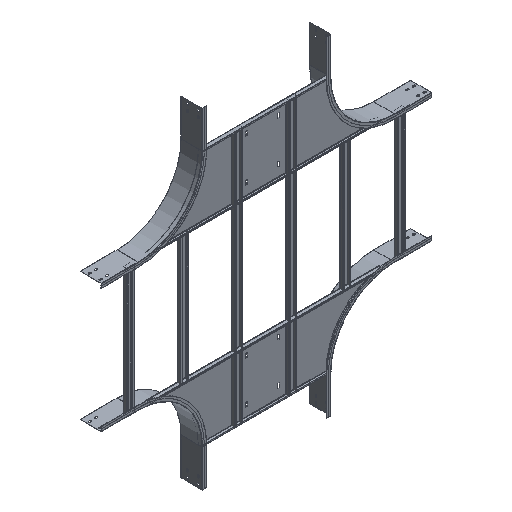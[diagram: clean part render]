
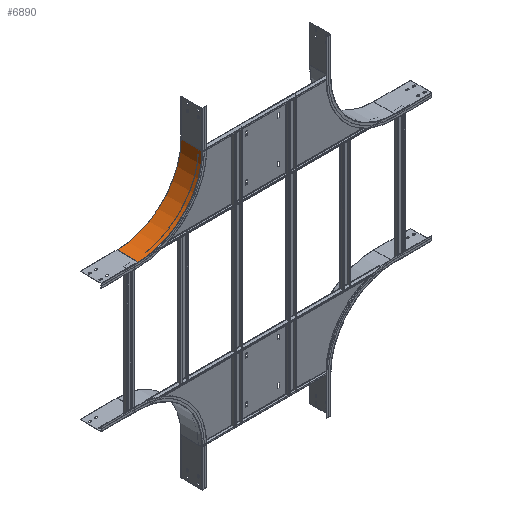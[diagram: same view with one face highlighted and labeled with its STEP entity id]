
A CAD part, isometric view. The second image highlights one B-rep face of the part: STEP entity #6890.
In plain terms, the highlighted cylindrical face has radius 298.8 mm (diameter 597.6 mm), a partial arc.
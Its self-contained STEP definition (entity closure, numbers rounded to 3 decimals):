
#31 = EDGE_CURVE ( 'NONE', #4437, #4373, #15056, .T. ) ;
#104 = EDGE_CURVE ( 'NONE', #4447, #4437, #15182, .T. ) ;
#1418 = DIRECTION ( 'NONE',  ( 0., 0., -1. ) ) ;
#1422 = DIRECTION ( 'NONE',  ( 0., 1., 0. ) ) ;
#1425 = CARTESIAN_POINT ( 'NONE',  ( -600., -19.8, 897.8 ) ) ;
#3444 = CIRCLE ( 'NONE', #12449, 298.8 ) ;
#3569 = LINE ( 'NONE', #9493, #3571 ) ;
#3571 = VECTOR ( 'NONE', #9494, 1000. ) ;
#3719 = CARTESIAN_POINT ( 'NONE',  ( -301.2, -18., 897.8 ) ) ;
#3728 = DIRECTION ( 'NONE',  ( 0., -1., 0. ) ) ;
#4373 = VERTEX_POINT ( 'NONE', #7043 ) ;
#4405 = VERTEX_POINT ( 'NONE', #7075 ) ;
#4437 = VERTEX_POINT ( 'NONE', #7107 ) ;
#4447 = VERTEX_POINT ( 'NONE', #7117 ) ;
#5844 = CARTESIAN_POINT ( 'NONE',  ( -600., -18., 897.8 ) ) ;
#5845 = DIRECTION ( 'NONE',  ( 0., 1., 0. ) ) ;
#5846 = DIRECTION ( 'NONE',  ( 0., 0., -1. ) ) ;
#6890 = ADVANCED_FACE ( 'NONE', ( #7879 ), #7881, .F. ) ;
#7043 = CARTESIAN_POINT ( 'NONE',  ( -600., -18., 599. ) ) ;
#7075 = CARTESIAN_POINT ( 'NONE',  ( -600., 80.201, 599. ) ) ;
#7107 = CARTESIAN_POINT ( 'NONE',  ( -301.2, -18., 897.8 ) ) ;
#7117 = CARTESIAN_POINT ( 'NONE',  ( -301.2, 80.201, 897.8 ) ) ;
#7879 = FACE_OUTER_BOUND ( 'NONE', #10092, .T. ) ;
#7881 = CYLINDRICAL_SURFACE ( 'NONE', #12775, 298.8 ) ;
#8137 = EDGE_CURVE ( 'NONE', #4447, #4405, #3444, .T. ) ;
#8215 = EDGE_CURVE ( 'NONE', #4373, #4405, #3569, .T. ) ;
#9493 = CARTESIAN_POINT ( 'NONE',  ( -600., 64.26, 599. ) ) ;
#9494 = DIRECTION ( 'NONE',  ( 0., 1., 0. ) ) ;
#10092 = EDGE_LOOP ( 'NONE', ( #11946, #11945, #11944, #11943 ) ) ;
#11943 = ORIENTED_EDGE ( 'NONE', *, *, #8215, .F. ) ;
#11944 = ORIENTED_EDGE ( 'NONE', *, *, #8137, .T. ) ;
#11945 = ORIENTED_EDGE ( 'NONE', *, *, #104, .F. ) ;
#11946 = ORIENTED_EDGE ( 'NONE', *, *, #31, .F. ) ;
#12449 = AXIS2_PLACEMENT_3D ( 'NONE', #15648, #15649, #15650 ) ;
#12775 = AXIS2_PLACEMENT_3D ( 'NONE', #1425, #1422, #1418 ) ;
#14750 = AXIS2_PLACEMENT_3D ( 'NONE', #5844, #5845, #5846 ) ;
#15056 = CIRCLE ( 'NONE', #14750, 298.8 ) ;
#15182 = LINE ( 'NONE', #3719, #15189 ) ;
#15189 = VECTOR ( 'NONE', #3728, 1000. ) ;
#15648 = CARTESIAN_POINT ( 'NONE',  ( -600., 80.201, 897.8 ) ) ;
#15649 = DIRECTION ( 'NONE',  ( 0., 1., 0. ) ) ;
#15650 = DIRECTION ( 'NONE',  ( 0., 0., -1. ) ) ;
